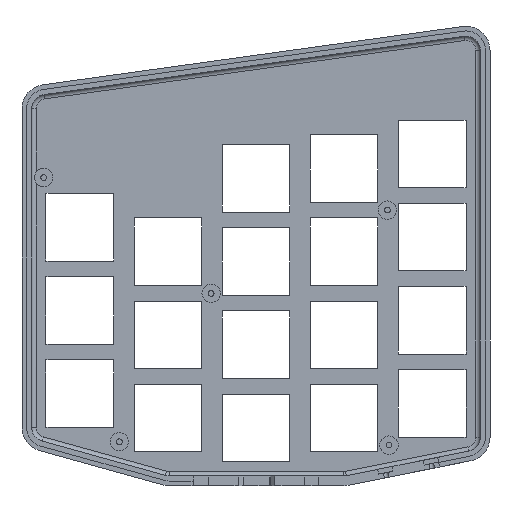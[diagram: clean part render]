
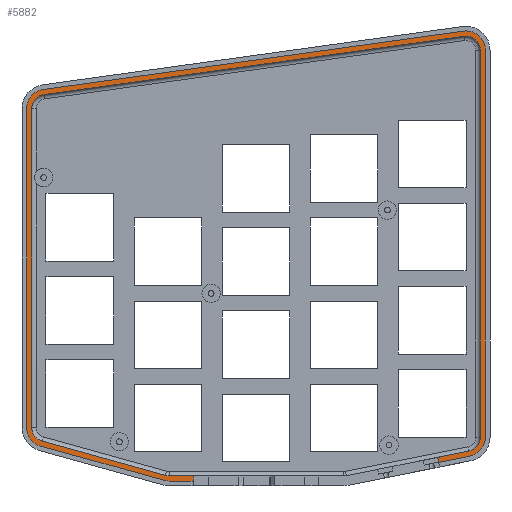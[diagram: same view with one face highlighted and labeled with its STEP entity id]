
A CAD part, front view. The second image highlights one B-rep face of the part: STEP entity #5882.
In plain terms, the highlighted planar face has unit normal (0, -1, 0).
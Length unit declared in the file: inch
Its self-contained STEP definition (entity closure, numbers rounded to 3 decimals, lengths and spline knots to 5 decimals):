
#150=PLANE('',#6285);
#453=FACE_OUTER_BOUND('',#805,.T.);
#805=EDGE_LOOP('',(#4331,#4332,#4333,#4334,#4335,#4336,#4337,#4338,#4339,
#4340,#4341,#4342,#4343,#4344,#4345,#4346,#4347,#4348,#4349,#4350,#4351,
#4352,#4353,#4354));
#1078=LINE('',#8178,#1779);
#1081=LINE('',#8186,#1782);
#1084=LINE('',#8194,#1785);
#1274=LINE('',#8657,#1975);
#1294=LINE('',#8710,#1995);
#1296=LINE('',#8714,#1997);
#1299=LINE('',#8722,#2000);
#1302=LINE('',#8730,#2003);
#1305=LINE('',#8738,#2006);
#1308=LINE('',#8746,#2009);
#1311=LINE('',#8753,#2012);
#1312=LINE('',#8755,#2013);
#1313=LINE('',#8759,#2014);
#1314=LINE('',#8762,#2015);
#1779=VECTOR('',#6647,0.3937);
#1782=VECTOR('',#6656,0.3937);
#1785=VECTOR('',#6665,0.3937);
#1975=VECTOR('',#7007,0.3937);
#1995=VECTOR('',#7045,0.3937);
#1997=VECTOR('',#7049,0.3937);
#2000=VECTOR('',#7058,0.3937);
#2003=VECTOR('',#7067,0.3937);
#2006=VECTOR('',#7076,0.3937);
#2009=VECTOR('',#7085,0.3937);
#2012=VECTOR('',#7094,0.3937);
#2013=VECTOR('',#7097,0.3937);
#2014=VECTOR('',#7100,0.3937);
#2015=VECTOR('',#7103,0.3937);
#2488=CIRCLE('',#6176,0.11417);
#2489=CIRCLE('',#6179,0.11417);
#2490=CIRCLE('',#6182,0.11417);
#2533=CIRCLE('',#6271,0.15551);
#2534=CIRCLE('',#6274,0.15551);
#2535=CIRCLE('',#6277,0.15551);
#2536=CIRCLE('',#6280,0.15551);
#2537=CIRCLE('',#6283,0.15551);
#2538=CIRCLE('',#6286,0.11417);
#2539=CIRCLE('',#6287,0.11417);
#2583=VERTEX_POINT('',#8170);
#2584=VERTEX_POINT('',#8172);
#2585=VERTEX_POINT('',#8176);
#2586=VERTEX_POINT('',#8180);
#2587=VERTEX_POINT('',#8184);
#2588=VERTEX_POINT('',#8188);
#2589=VERTEX_POINT('',#8192);
#2784=VERTEX_POINT('',#8653);
#2786=VERTEX_POINT('',#8656);
#2806=VERTEX_POINT('',#8699);
#2810=VERTEX_POINT('',#8708);
#2811=VERTEX_POINT('',#8713);
#2812=VERTEX_POINT('',#8717);
#2813=VERTEX_POINT('',#8721);
#2814=VERTEX_POINT('',#8725);
#2815=VERTEX_POINT('',#8729);
#2816=VERTEX_POINT('',#8733);
#2817=VERTEX_POINT('',#8737);
#2818=VERTEX_POINT('',#8741);
#2819=VERTEX_POINT('',#8745);
#2820=VERTEX_POINT('',#8749);
#2821=VERTEX_POINT('',#8756);
#2822=VERTEX_POINT('',#8758);
#2823=VERTEX_POINT('',#8760);
#3117=EDGE_CURVE('',#2583,#2584,#2488,.T.);
#3120=EDGE_CURVE('',#2585,#2583,#1078,.T.);
#3122=EDGE_CURVE('',#2586,#2585,#2489,.T.);
#3124=EDGE_CURVE('',#2587,#2586,#1081,.T.);
#3126=EDGE_CURVE('',#2588,#2587,#2490,.T.);
#3128=EDGE_CURVE('',#2589,#2588,#1084,.T.);
#3353=EDGE_CURVE('',#2784,#2786,#1274,.T.);
#3380=EDGE_CURVE('',#2806,#2810,#1294,.T.);
#3382=EDGE_CURVE('',#2786,#2811,#1296,.T.);
#3384=EDGE_CURVE('',#2811,#2812,#2533,.T.);
#3386=EDGE_CURVE('',#2812,#2813,#1299,.T.);
#3388=EDGE_CURVE('',#2813,#2814,#2534,.T.);
#3390=EDGE_CURVE('',#2814,#2815,#1302,.T.);
#3392=EDGE_CURVE('',#2815,#2816,#2535,.T.);
#3394=EDGE_CURVE('',#2816,#2817,#1305,.T.);
#3396=EDGE_CURVE('',#2817,#2818,#2536,.T.);
#3398=EDGE_CURVE('',#2818,#2819,#1308,.T.);
#3400=EDGE_CURVE('',#2819,#2820,#2537,.T.);
#3402=EDGE_CURVE('',#2820,#2810,#1311,.T.);
#3403=EDGE_CURVE('',#2584,#2784,#1312,.T.);
#3404=EDGE_CURVE('',#2821,#2589,#2538,.T.);
#3405=EDGE_CURVE('',#2822,#2821,#1313,.T.);
#3406=EDGE_CURVE('',#2823,#2822,#2539,.T.);
#3407=EDGE_CURVE('',#2806,#2823,#1314,.T.);
#4331=ORIENTED_EDGE('',*,*,#3403,.F.);
#4332=ORIENTED_EDGE('',*,*,#3117,.F.);
#4333=ORIENTED_EDGE('',*,*,#3120,.F.);
#4334=ORIENTED_EDGE('',*,*,#3122,.F.);
#4335=ORIENTED_EDGE('',*,*,#3124,.F.);
#4336=ORIENTED_EDGE('',*,*,#3126,.F.);
#4337=ORIENTED_EDGE('',*,*,#3128,.F.);
#4338=ORIENTED_EDGE('',*,*,#3404,.F.);
#4339=ORIENTED_EDGE('',*,*,#3405,.F.);
#4340=ORIENTED_EDGE('',*,*,#3406,.F.);
#4341=ORIENTED_EDGE('',*,*,#3407,.F.);
#4342=ORIENTED_EDGE('',*,*,#3380,.T.);
#4343=ORIENTED_EDGE('',*,*,#3402,.F.);
#4344=ORIENTED_EDGE('',*,*,#3400,.F.);
#4345=ORIENTED_EDGE('',*,*,#3398,.F.);
#4346=ORIENTED_EDGE('',*,*,#3396,.F.);
#4347=ORIENTED_EDGE('',*,*,#3394,.F.);
#4348=ORIENTED_EDGE('',*,*,#3392,.F.);
#4349=ORIENTED_EDGE('',*,*,#3390,.F.);
#4350=ORIENTED_EDGE('',*,*,#3388,.F.);
#4351=ORIENTED_EDGE('',*,*,#3386,.F.);
#4352=ORIENTED_EDGE('',*,*,#3384,.F.);
#4353=ORIENTED_EDGE('',*,*,#3382,.F.);
#4354=ORIENTED_EDGE('',*,*,#3353,.F.);
#5882=ADVANCED_FACE('',(#453),#150,.F.);
#6176=AXIS2_PLACEMENT_3D('',#8173,#6641,#6642);
#6179=AXIS2_PLACEMENT_3D('',#8182,#6651,#6652);
#6182=AXIS2_PLACEMENT_3D('',#8190,#6660,#6661);
#6271=AXIS2_PLACEMENT_3D('',#8718,#7053,#7054);
#6274=AXIS2_PLACEMENT_3D('',#8726,#7062,#7063);
#6277=AXIS2_PLACEMENT_3D('',#8734,#7071,#7072);
#6280=AXIS2_PLACEMENT_3D('',#8742,#7080,#7081);
#6283=AXIS2_PLACEMENT_3D('',#8750,#7089,#7090);
#6285=AXIS2_PLACEMENT_3D('',#8754,#7095,#7096);
#6286=AXIS2_PLACEMENT_3D('',#8757,#7098,#7099);
#6287=AXIS2_PLACEMENT_3D('',#8761,#7101,#7102);
#6641=DIRECTION('center_axis',(0.,-1.,0.));
#6642=DIRECTION('ref_axis',(-0.268,0.,-0.964));
#6647=DIRECTION('',(0.964,0.,-0.268));
#6651=DIRECTION('center_axis',(0.,-1.,0.));
#6652=DIRECTION('ref_axis',(-1.,0.,0.));
#6656=DIRECTION('',(0.,0.,-1.));
#6660=DIRECTION('center_axis',(0.,-1.,0.));
#6661=DIRECTION('ref_axis',(-0.138,0.,0.99));
#6665=DIRECTION('',(-0.99,0.,-0.138));
#7007=DIRECTION('',(0.,0.,-1.));
#7045=DIRECTION('',(0.196,0.,-0.981));
#7049=DIRECTION('',(-1.,0.,0.));
#7053=DIRECTION('center_axis',(0.,1.,0.));
#7054=DIRECTION('ref_axis',(0.,0.,-1.));
#7058=DIRECTION('',(-0.964,0.,0.268));
#7062=DIRECTION('center_axis',(0.,1.,0.));
#7063=DIRECTION('ref_axis',(-0.268,0.,-0.964));
#7067=DIRECTION('',(0.,0.,1.));
#7071=DIRECTION('center_axis',(0.,1.,0.));
#7072=DIRECTION('ref_axis',(-1.,0.,0.));
#7076=DIRECTION('',(0.99,0.,0.138));
#7080=DIRECTION('center_axis',(0.,1.,0.));
#7081=DIRECTION('ref_axis',(-0.138,0.,0.99));
#7085=DIRECTION('',(0.,0.,-1.));
#7089=DIRECTION('center_axis',(0.,1.,0.));
#7090=DIRECTION('ref_axis',(1.,0.,0.));
#7094=DIRECTION('',(-0.981,0.,-0.196));
#7095=DIRECTION('center_axis',(0.,1.,0.));
#7096=DIRECTION('ref_axis',(0.,0.,-1.));
#7097=DIRECTION('',(1.,0.,0.));
#7098=DIRECTION('center_axis',(0.,-1.,0.));
#7099=DIRECTION('ref_axis',(1.,0.,0.));
#7100=DIRECTION('',(0.,0.,1.));
#7101=DIRECTION('center_axis',(0.,-1.,0.));
#7102=DIRECTION('ref_axis',(0.196,0.,-0.981));
#7103=DIRECTION('',(0.981,0.,0.196));
#8170=CARTESIAN_POINT('',(-0.12555,-0.1122,-0.29813));
#8172=CARTESIAN_POINT('',(-0.095,-0.1122,-0.30229));
#8173=CARTESIAN_POINT('Origin',(-0.095,-0.1122,-0.18812));
#8176=CARTESIAN_POINT('',(-1.11768,-0.1122,-0.02254));
#8178=CARTESIAN_POINT('',(-0.02429,-0.1122,-0.32626));
#8180=CARTESIAN_POINT('',(-1.20129,-0.1122,0.08747));
#8182=CARTESIAN_POINT('Origin',(-1.08712,-0.1122,0.08747));
#8184=CARTESIAN_POINT('',(-1.20129,-0.1122,2.65179));
#8186=CARTESIAN_POINT('',(-1.20129,-0.1122,-0.09989));
#8188=CARTESIAN_POINT('',(-1.10283,-0.1122,2.76488));
#8190=CARTESIAN_POINT('Origin',(-1.08712,-0.1122,2.65179));
#8192=CARTESIAN_POINT('',(2.27512,-0.1122,3.23404));
#8194=CARTESIAN_POINT('',(-0.72289,-0.1122,2.81764));
#8653=CARTESIAN_POINT('',(0.09562,-0.1122,-0.30229));
#8656=CARTESIAN_POINT('',(0.09562,-0.1122,-0.34363));
#8657=CARTESIAN_POINT('',(0.09562,-0.1122,-0.28725));
#8699=CARTESIAN_POINT('',(2.06211,-0.1122,-0.15341));
#8708=CARTESIAN_POINT('',(2.07022,-0.1122,-0.19395));
#8710=CARTESIAN_POINT('',(2.05917,-0.1122,-0.13866));
#8713=CARTESIAN_POINT('',(-0.095,-0.1122,-0.34363));
#8714=CARTESIAN_POINT('',(0.09562,-0.1122,-0.34363));
#8717=CARTESIAN_POINT('',(-0.13662,-0.1122,-0.33796));
#8718=CARTESIAN_POINT('Origin',(-0.095,-0.1122,
-0.18812));
#8721=CARTESIAN_POINT('',(-1.12874,-0.1122,-0.06237));
#8722=CARTESIAN_POINT('',(-0.13662,-0.1122,-0.33796));
#8725=CARTESIAN_POINT('',(-1.24263,-0.1122,0.08747));
#8726=CARTESIAN_POINT('Origin',(-1.08712,-0.1122,0.08747));
#8729=CARTESIAN_POINT('',(-1.24263,-0.1122,2.65179));
#8730=CARTESIAN_POINT('',(-1.24263,-0.1122,0.08747));
#8733=CARTESIAN_POINT('',(-1.10852,-0.1122,2.80582));
#8734=CARTESIAN_POINT('Origin',(-1.08712,-0.1122,2.65179));
#8737=CARTESIAN_POINT('',(2.26944,-0.1122,3.27498));
#8738=CARTESIAN_POINT('',(-1.10852,-0.1122,2.80582));
#8741=CARTESIAN_POINT('',(2.44634,-0.1122,3.12095));
#8742=CARTESIAN_POINT('Origin',(2.29083,-0.1122,3.12095));
#8745=CARTESIAN_POINT('',(2.44634,-0.1122,0.00873));
#8746=CARTESIAN_POINT('',(2.44634,-0.1122,3.12095));
#8749=CARTESIAN_POINT('',(2.32131,-0.1122,-0.14377));
#8750=CARTESIAN_POINT('Origin',(2.29083,-0.1122,0.00873));
#8753=CARTESIAN_POINT('',(2.32131,-0.1122,-0.14377));
#8754=CARTESIAN_POINT('Origin',(0.09562,-0.1122,-0.28725));
#8755=CARTESIAN_POINT('',(0.70076,-0.1122,-0.30229));
#8756=CARTESIAN_POINT('',(2.405,-0.1122,3.12095));
#8757=CARTESIAN_POINT('Origin',(2.29083,-0.1122,3.12095));
#8758=CARTESIAN_POINT('',(2.405,-0.1122,0.00873));
#8759=CARTESIAN_POINT('',(2.405,-0.1122,1.41685));
#8760=CARTESIAN_POINT('',(2.31321,-0.1122,-0.10323));
#8761=CARTESIAN_POINT('Origin',(2.29083,-0.1122,0.00873));
#8762=CARTESIAN_POINT('',(1.22932,-0.1122,-0.31986));
